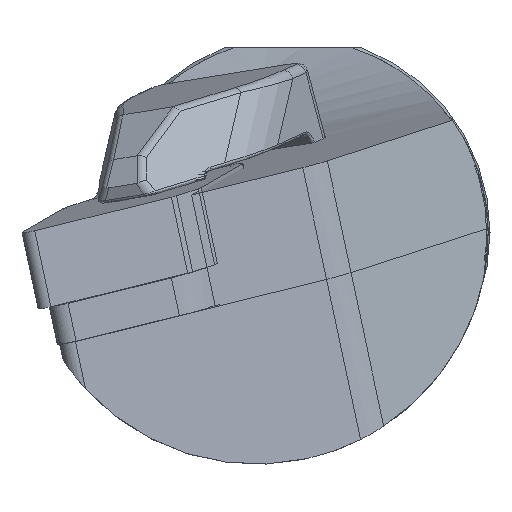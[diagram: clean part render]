
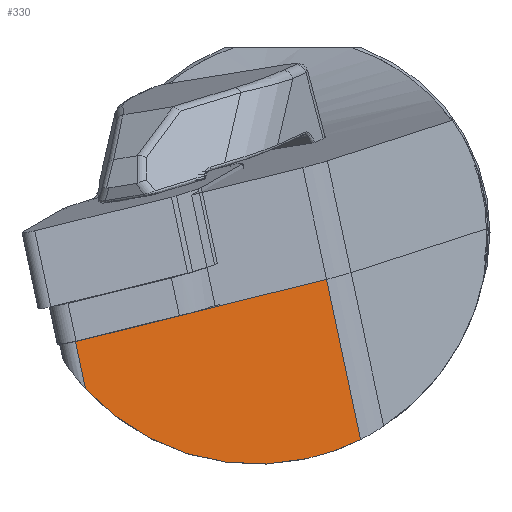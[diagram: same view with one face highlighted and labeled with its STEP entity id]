
A CAD part, left-side view. The second image highlights one B-rep face of the part: STEP entity #330.
In plain terms, the highlighted planar face has unit normal (-0.951, -0.309, -0.036).
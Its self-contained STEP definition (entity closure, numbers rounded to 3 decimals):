
#230=ELLIPSE('',#2056,19.78,18.8);
#330=ADVANCED_FACE('',(#484),#431,.F.);
#431=PLANE('',#2090);
#484=FACE_OUTER_BOUND('',#598,.T.);
#598=EDGE_LOOP('',(#895,#896,#897,#898,#899,#900));
#895=ORIENTED_EDGE('',*,*,#1587,.T.);
#896=ORIENTED_EDGE('',*,*,#1588,.F.);
#897=ORIENTED_EDGE('',*,*,#1523,.T.);
#898=ORIENTED_EDGE('',*,*,#1589,.T.);
#899=ORIENTED_EDGE('',*,*,#1534,.T.);
#900=ORIENTED_EDGE('',*,*,#1504,.T.);
#1329=VERTEX_POINT('',#2835);
#1330=VERTEX_POINT('',#2836);
#1346=VERTEX_POINT('',#2883);
#1347=VERTEX_POINT('',#2885);
#1352=VERTEX_POINT('',#2939);
#1389=VERTEX_POINT('',#3439);
#1504=EDGE_CURVE('',#1329,#1330,#1784,.T.);
#1523=EDGE_CURVE('',#1347,#1346,#230,.T.);
#1534=EDGE_CURVE('',#1352,#1329,#1796,.T.);
#1587=EDGE_CURVE('',#1330,#1389,#1807,.T.);
#1588=EDGE_CURVE('',#1347,#1389,#1808,.T.);
#1589=EDGE_CURVE('',#1346,#1352,#1809,.T.);
#1784=LINE('',#2834,#1914);
#1796=LINE('',#2947,#1926);
#1807=LINE('',#3438,#1937);
#1808=LINE('',#3440,#1938);
#1809=LINE('',#3441,#1939);
#1914=VECTOR('',#2268,1.);
#1926=VECTOR('',#2316,1.);
#1937=VECTOR('',#2381,1.);
#1938=VECTOR('',#2382,1.);
#1939=VECTOR('',#2383,1.);
#2056=AXIS2_PLACEMENT_3D('',#2884,#2299,#2300);
#2090=AXIS2_PLACEMENT_3D('',#3442,#2384,#2385);
#2268=DIRECTION('',(-0.293,0.928,-0.229));
#2299=DIRECTION('',(-0.95,-0.309,-0.037));
#2300=DIRECTION('',(-0.311,0.944,0.112));
#2316=DIRECTION('',(-0.293,0.928,-0.229));
#2381=DIRECTION('',(-0.293,0.928,-0.229));
#2382=DIRECTION('',(-0.105,0.207,0.973));
#2383=DIRECTION('',(-0.105,0.207,0.973));
#2384=DIRECTION('',(0.95,0.309,0.037));
#2385=DIRECTION('',(0.309,-0.951,0.));
#2834=CARTESIAN_POINT('',(-178.418,12.574,-8.867));
#2835=CARTESIAN_POINT('',(-174.835,1.21,-6.066));
#2836=CARTESIAN_POINT('',(-175.33,2.777,-6.453));
#2883=CARTESIAN_POINT('',(-170.591,-10.583,-16.847));
#2884=CARTESIAN_POINT('',(-173.978,-2.143,-0.048));
#2885=CARTESIAN_POINT('',(-178.006,11.758,-12.705));
#2939=CARTESIAN_POINT('',(-171.989,-7.819,-3.841));
#2947=CARTESIAN_POINT('',(-178.418,12.574,-8.867));
#3438=CARTESIAN_POINT('',(-178.418,12.574,-8.867));
#3439=CARTESIAN_POINT('',(-178.418,12.574,-8.867));
#3440=CARTESIAN_POINT('',(-221.962,98.708,396.364));
#3441=CARTESIAN_POINT('',(-215.532,78.316,401.39));
#3442=CARTESIAN_POINT('',(-221.962,98.708,396.364));
